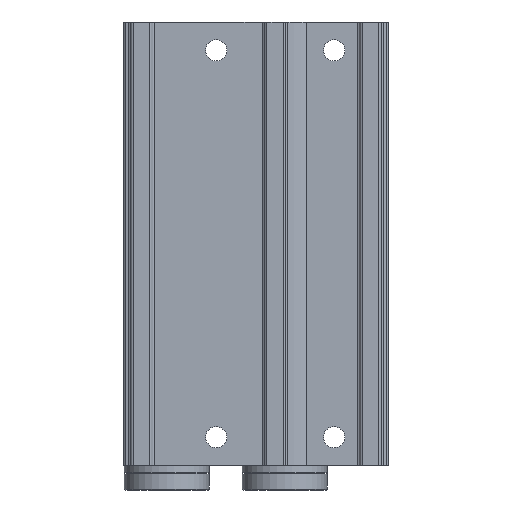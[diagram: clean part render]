
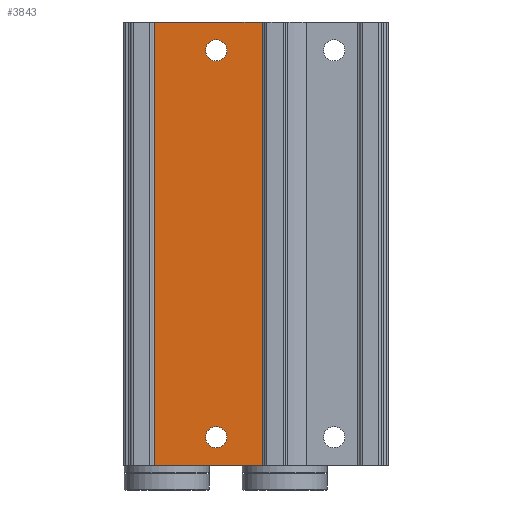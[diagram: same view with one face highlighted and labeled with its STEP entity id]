
A CAD part, front view. The second image highlights one B-rep face of the part: STEP entity #3843.
In plain terms, the highlighted planar face has unit normal (0, -1, 0).
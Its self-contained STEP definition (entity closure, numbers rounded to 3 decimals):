
#133=PLANE('',#4159);
#263=CIRCLE('',#4160,2.25);
#264=CIRCLE('',#4161,2.25);
#542=ORIENTED_EDGE('',*,*,#1568,.F.);
#543=ORIENTED_EDGE('',*,*,#1569,.F.);
#544=ORIENTED_EDGE('',*,*,#1570,.F.);
#545=ORIENTED_EDGE('',*,*,#1567,.F.);
#546=ORIENTED_EDGE('',*,*,#1571,.T.);
#547=ORIENTED_EDGE('',*,*,#1572,.T.);
#1567=EDGE_CURVE('',#2075,#2074,#2447,.T.);
#1568=EDGE_CURVE('',#2076,#2076,#263,.T.);
#1569=EDGE_CURVE('',#2077,#2077,#264,.T.);
#1570=EDGE_CURVE('',#2074,#2078,#2448,.T.);
#1571=EDGE_CURVE('',#2075,#2079,#2449,.T.);
#1572=EDGE_CURVE('',#2079,#2078,#2450,.T.);
#2074=VERTEX_POINT('',#6077);
#2075=VERTEX_POINT('',#6079);
#2076=VERTEX_POINT('',#6083);
#2077=VERTEX_POINT('',#6085);
#2078=VERTEX_POINT('',#6087);
#2079=VERTEX_POINT('',#6089);
#2447=LINE('',#6080,#2725);
#2448=LINE('',#6086,#2726);
#2449=LINE('',#6088,#2727);
#2450=LINE('',#6090,#2728);
#2725=VECTOR('',#4696,1000.);
#2726=VECTOR('',#4703,1000.);
#2727=VECTOR('',#4704,1000.);
#2728=VECTOR('',#4705,1000.);
#3002=EDGE_LOOP('',(#542));
#3003=EDGE_LOOP('',(#543));
#3004=EDGE_LOOP('',(#544,#545,#546,#547));
#3380=FACE_BOUND('',#3002,.T.);
#3381=FACE_BOUND('',#3003,.T.);
#3382=FACE_BOUND('',#3004,.T.);
#3843=ADVANCED_FACE('',(#3380,#3381,#3382),#133,.T.);
#4159=AXIS2_PLACEMENT_3D('',#6081,#4697,#4698);
#4160=AXIS2_PLACEMENT_3D('',#6082,#4699,#4700);
#4161=AXIS2_PLACEMENT_3D('',#6084,#4701,#4702);
#4696=DIRECTION('',(0.,0.,1.));
#4697=DIRECTION('',(0.,-1.,0.));
#4698=DIRECTION('',(0.,0.,-1.));
#4699=DIRECTION('',(0.,-1.,0.));
#4700=DIRECTION('',(0.,0.,-1.));
#4701=DIRECTION('',(0.,-1.,0.));
#4702=DIRECTION('',(0.,0.,-1.));
#4703=DIRECTION('',(1.,0.,0.));
#4704=DIRECTION('',(1.,0.,0.));
#4705=DIRECTION('',(0.,0.,1.));
#6077=CARTESIAN_POINT('',(-27.6,6.5,0.));
#6079=CARTESIAN_POINT('',(-27.6,6.5,-94.));
#6080=CARTESIAN_POINT('',(-27.6,6.5,-94.));
#6081=CARTESIAN_POINT('',(-27.6,6.5,-94.));
#6082=CARTESIAN_POINT('',(-14.5,6.5,-88.));
#6083=CARTESIAN_POINT('',(-14.5,6.5,-90.25));
#6084=CARTESIAN_POINT('',(-14.5,6.5,-6.));
#6085=CARTESIAN_POINT('',(-14.5,6.5,-8.25));
#6086=CARTESIAN_POINT('',(-27.6,6.5,0.));
#6087=CARTESIAN_POINT('',(-4.75,6.5,0.));
#6088=CARTESIAN_POINT('',(-27.6,6.5,-94.));
#6089=CARTESIAN_POINT('',(-4.75,6.5,-94.));
#6090=CARTESIAN_POINT('',(-4.75,6.5,-94.));
